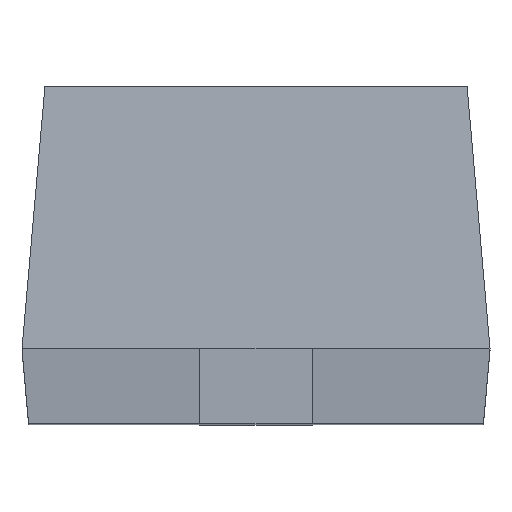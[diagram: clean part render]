
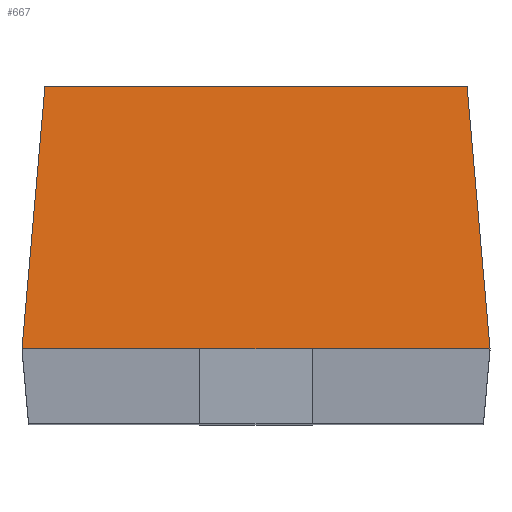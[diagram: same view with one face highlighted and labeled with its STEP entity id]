
A CAD part, top view. The second image highlights one B-rep face of the part: STEP entity #667.
In plain terms, the highlighted planar face has unit normal (0, 0.087, 0.996).
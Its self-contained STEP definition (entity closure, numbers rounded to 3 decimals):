
#31 = CARTESIAN_POINT ( 'NONE',  ( 0.625, 0., 0.85 ) ) ;
#32 = ORIENTED_EDGE ( 'NONE', *, *, #333, .T. ) ;
#57 = ORIENTED_EDGE ( 'NONE', *, *, #383, .T. ) ;
#75 = VERTEX_POINT ( 'NONE', #477 ) ;
#149 = ORIENTED_EDGE ( 'NONE', *, *, #696, .T. ) ;
#150 = DIRECTION ( 'NONE',  ( -0.087, -0.992, 0.087 ) ) ;
#184 = VECTOR ( 'NONE', #768, 1000. ) ;
#189 = CARTESIAN_POINT ( 'NONE',  ( 0.625, 0., 0.85 ) ) ;
#216 = ORIENTED_EDGE ( 'NONE', *, *, #684, .T. ) ;
#248 = LINE ( 'NONE', #295, #745 ) ;
#250 = CARTESIAN_POINT ( 'NONE',  ( -0.15, 0., 0.85 ) ) ;
#266 = DIRECTION ( 'NONE',  ( 0.087, -0.992, 0.087 ) ) ;
#295 = CARTESIAN_POINT ( 'NONE',  ( -0.616, 0.108, 0.841 ) ) ;
#304 = CARTESIAN_POINT ( 'NONE',  ( 0.625, 0., 0.85 ) ) ;
#309 = DIRECTION ( 'NONE',  ( 1., 0., 0. ) ) ;
#333 = EDGE_CURVE ( 'NONE', #853, #480, #248, .T. ) ;
#352 = VECTOR ( 'NONE', #510, 1000. ) ;
#354 = VECTOR ( 'NONE', #266, 1000. ) ;
#364 = LINE ( 'NONE', #189, #354 ) ;
#374 = LINE ( 'NONE', #304, #184 ) ;
#376 = DIRECTION ( 'NONE',  ( 0., 0.087, 0.996 ) ) ;
#383 = EDGE_CURVE ( 'NONE', #75, #421, #719, .T. ) ;
#401 = VERTEX_POINT ( 'NONE', #766 ) ;
#421 = VERTEX_POINT ( 'NONE', #778 ) ;
#444 = VERTEX_POINT ( 'NONE', #250 ) ;
#446 = CARTESIAN_POINT ( 'NONE',  ( 0.625, 0.7, 0.789 ) ) ;
#477 = CARTESIAN_POINT ( 'NONE',  ( 0.15, 0., 0.85 ) ) ;
#480 = VERTEX_POINT ( 'NONE', #526 ) ;
#486 = FACE_OUTER_BOUND ( 'NONE', #555, .T. ) ;
#510 = DIRECTION ( 'NONE',  ( 1., 0., 0. ) ) ;
#517 = DIRECTION ( 'NONE',  ( 1., 0., 0. ) ) ;
#526 = CARTESIAN_POINT ( 'NONE',  ( -0.625, 0., 0.85 ) ) ;
#555 = EDGE_LOOP ( 'NONE', ( #149, #216, #57, #800, #821, #32 ) ) ;
#559 = LINE ( 'NONE', #446, #352 ) ;
#581 = AXIS2_PLACEMENT_3D ( 'NONE', #31, #376, #759 ) ;
#636 = PLANE ( 'NONE',  #581 ) ;
#637 = LINE ( 'NONE', #704, #885 ) ;
#643 = EDGE_CURVE ( 'NONE', #853, #401, #559, .T. ) ;
#648 = CARTESIAN_POINT ( 'NONE',  ( 0.625, 0., 0.85 ) ) ;
#667 = ADVANCED_FACE ( 'NONE', ( #486 ), #636, .T. ) ;
#684 = EDGE_CURVE ( 'NONE', #444, #75, #637, .T. ) ;
#696 = EDGE_CURVE ( 'NONE', #480, #444, #374, .T. ) ;
#698 = VECTOR ( 'NONE', #309, 1000. ) ;
#704 = CARTESIAN_POINT ( 'NONE',  ( 0.625, 0., 0.85 ) ) ;
#719 = LINE ( 'NONE', #648, #698 ) ;
#724 = CARTESIAN_POINT ( 'NONE',  ( -0.564, 0.7, 0.789 ) ) ;
#745 = VECTOR ( 'NONE', #150, 1000. ) ;
#759 = DIRECTION ( 'NONE',  ( 0., -0.996, 0.087 ) ) ;
#766 = CARTESIAN_POINT ( 'NONE',  ( 0.564, 0.7, 0.789 ) ) ;
#768 = DIRECTION ( 'NONE',  ( 1., 0., 0. ) ) ;
#778 = CARTESIAN_POINT ( 'NONE',  ( 0.625, 0., 0.85 ) ) ;
#800 = ORIENTED_EDGE ( 'NONE', *, *, #881, .F. ) ;
#821 = ORIENTED_EDGE ( 'NONE', *, *, #643, .F. ) ;
#853 = VERTEX_POINT ( 'NONE', #724 ) ;
#881 = EDGE_CURVE ( 'NONE', #401, #421, #364, .T. ) ;
#885 = VECTOR ( 'NONE', #517, 1000. ) ;
